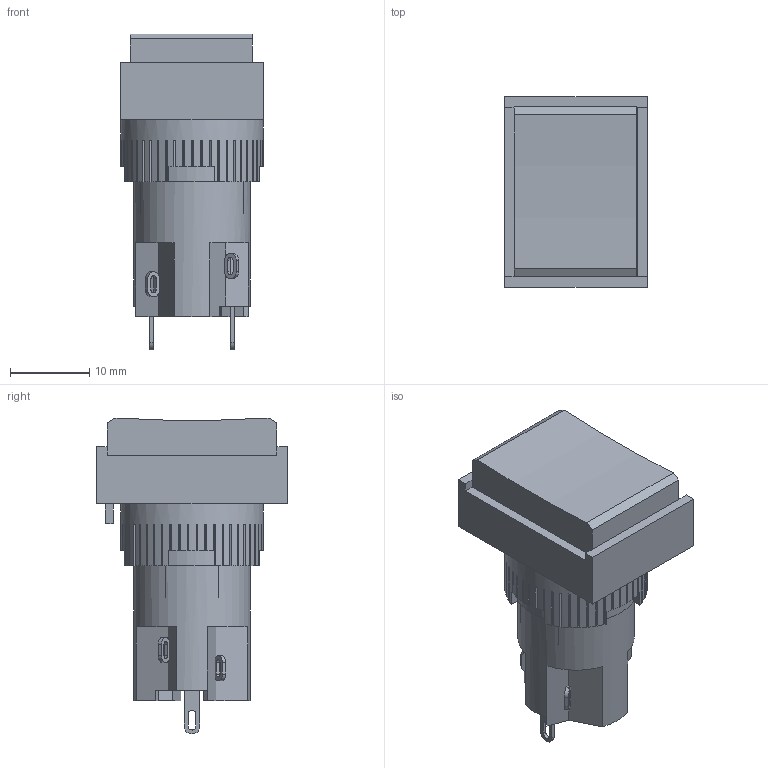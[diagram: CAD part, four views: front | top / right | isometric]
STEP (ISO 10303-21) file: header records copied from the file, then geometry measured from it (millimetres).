
FILE_DESCRIPTION((' '),'2;1');
FILE_NAME('D16xxT11Kxxxxxx.stp','2017-07-31T16:07:51',(' '),(' '),' ','ACIS',' ');
FILE_SCHEMA(('CONFIG_CONTROL_DESIGN'));
Length unit declared in the file: inch
Products named in the file (3): D16xxT11Kxxxxxx.stp; Body1; Body2
Assembly tree (2 placements, depth 2):
  D16xxT11Kxxxxxx.stp
    Body1
    Body2
Bounding box: 18 x 24 x 39.8 mm (x, y, z)
Volume: 5538.1 mm3; surface area: 7374 mm2
Topology: 2 solids, 2 shells, 574 faces, 1645 edges, 1089 vertices
Faces by surface type: plane 452, cylinder 67, bspline 54, cone 1
Full cylindrical faces by diameter (mm): 3.2 x2, 3.5 x1, 8.4 x1, 14.7 x1, 18 x1
Entity records: 20132 total; most frequent: CARTESIAN_POINT 4850, ORIENTED_EDGE 3270, DIRECTION 2848, EDGE_CURVE 1635, VECTOR 1248, LINE 1248, VERTEX_POINT 1085, AXIS2_PLACEMENT_3D 800
